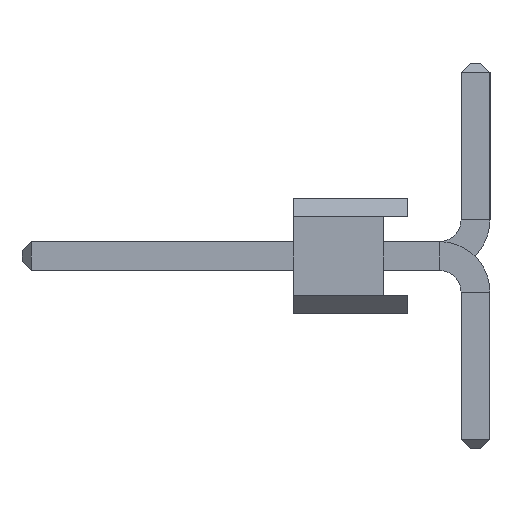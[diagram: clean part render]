
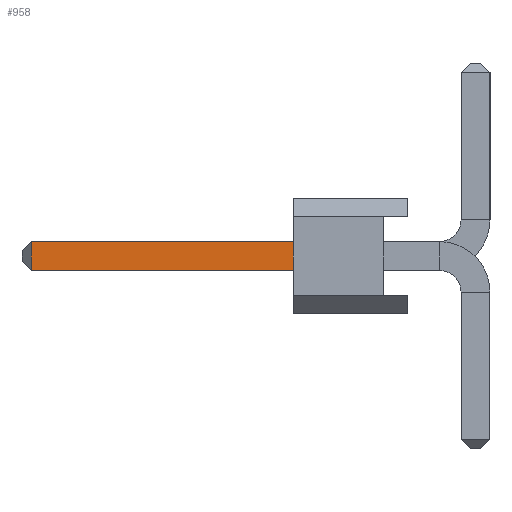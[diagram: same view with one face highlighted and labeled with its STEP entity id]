
A CAD part, left-side view. The second image highlights one B-rep face of the part: STEP entity #958.
In plain terms, the highlighted planar face has unit normal (-1, 0, 0).
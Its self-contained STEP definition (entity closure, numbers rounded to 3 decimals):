
#26 = VERTEX_POINT ( 'NONE', #363 ) ;
#60 = LINE ( 'NONE', #1316, #587 ) ;
#175 = LINE ( 'NONE', #1564, #1655 ) ;
#193 = ORIENTED_EDGE ( 'NONE', *, *, #216, .T. ) ;
#216 = EDGE_CURVE ( 'NONE', #743, #26, #297, .T. ) ;
#250 = DIRECTION ( 'NONE',  ( -1., 0., 0. ) ) ;
#264 = DIRECTION ( 'NONE',  ( 0., 1., 0. ) ) ;
#297 = LINE ( 'NONE', #974, #1734 ) ;
#363 = CARTESIAN_POINT ( 'NONE',  ( -0.32, 8.34, -0.32 ) ) ;
#371 = PLANE ( 'NONE',  #1104 ) ;
#376 = CARTESIAN_POINT ( 'NONE',  ( -0.32, -0.7, -0.32 ) ) ;
#401 = EDGE_CURVE ( 'NONE', #417, #646, #60, .T. ) ;
#417 = VERTEX_POINT ( 'NONE', #585 ) ;
#423 = DIRECTION ( 'NONE',  ( 0., 1., 0. ) ) ;
#458 = DIRECTION ( 'NONE',  ( 0., 0., -1. ) ) ;
#482 = CARTESIAN_POINT ( 'NONE',  ( -0.32, 8.34, 0.32 ) ) ;
#585 = CARTESIAN_POINT ( 'NONE',  ( -0.32, 2.54, 0.32 ) ) ;
#587 = VECTOR ( 'NONE', #458, 1000. ) ;
#646 = VERTEX_POINT ( 'NONE', #1128 ) ;
#690 = DIRECTION ( 'NONE',  ( 0., 0., -1. ) ) ;
#743 = VERTEX_POINT ( 'NONE', #482 ) ;
#776 = EDGE_LOOP ( 'NONE', ( #1796, #193, #1151, #1221 ) ) ;
#799 = DIRECTION ( 'NONE',  ( 0., 0., 1. ) ) ;
#958 = ADVANCED_FACE ( 'NONE', ( #1598 ), #371, .T. ) ;
#974 = CARTESIAN_POINT ( 'NONE',  ( -0.32, 8.34, -0.32 ) ) ;
#1104 = AXIS2_PLACEMENT_3D ( 'NONE', #376, #250, #799 ) ;
#1128 = CARTESIAN_POINT ( 'NONE',  ( -0.32, 2.54, -0.32 ) ) ;
#1151 = ORIENTED_EDGE ( 'NONE', *, *, #1848, .F. ) ;
#1185 = EDGE_CURVE ( 'NONE', #417, #743, #175, .T. ) ;
#1221 = ORIENTED_EDGE ( 'NONE', *, *, #401, .F. ) ;
#1316 = CARTESIAN_POINT ( 'NONE',  ( -0.32, 2.54, 0. ) ) ;
#1564 = CARTESIAN_POINT ( 'NONE',  ( -0.32, -0.7, 0.32 ) ) ;
#1565 = CARTESIAN_POINT ( 'NONE',  ( -0.32, -0.7, -0.32 ) ) ;
#1598 = FACE_OUTER_BOUND ( 'NONE', #776, .T. ) ;
#1648 = LINE ( 'NONE', #1565, #1773 ) ;
#1655 = VECTOR ( 'NONE', #423, 1000. ) ;
#1734 = VECTOR ( 'NONE', #690, 1000. ) ;
#1773 = VECTOR ( 'NONE', #264, 1000. ) ;
#1796 = ORIENTED_EDGE ( 'NONE', *, *, #1185, .T. ) ;
#1848 = EDGE_CURVE ( 'NONE', #646, #26, #1648, .T. ) ;
